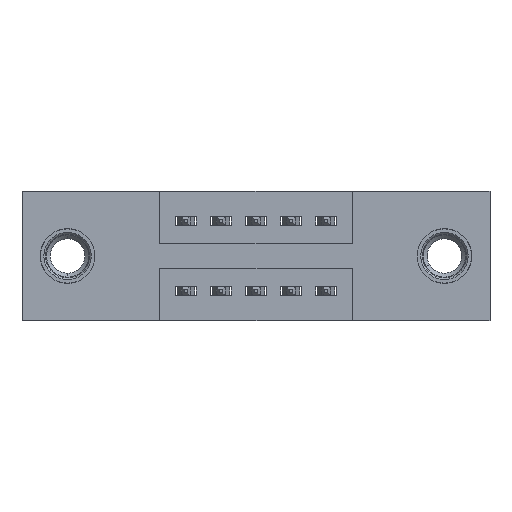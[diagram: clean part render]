
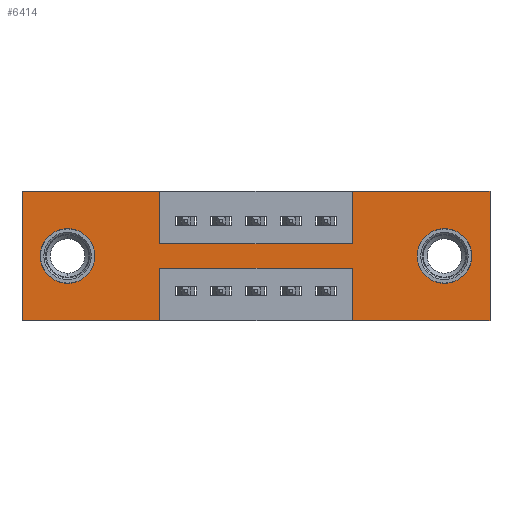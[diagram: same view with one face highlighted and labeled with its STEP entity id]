
A CAD part, front view. The second image highlights one B-rep face of the part: STEP entity #6414.
In plain terms, the highlighted planar face has unit normal (0, -1, 0).
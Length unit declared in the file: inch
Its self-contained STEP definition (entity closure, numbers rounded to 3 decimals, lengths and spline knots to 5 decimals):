
#39 = ORIENTED_EDGE ( 'NONE', *, *, #4849, .F. ) ;
#177 = LINE ( 'NONE', #605, #2714 ) ;
#202 = EDGE_LOOP ( 'NONE', ( #9845, #4964, #9964, #3639, #7235, #8734, #4589, #1028, #4382, #39, #5900, #3262 ) ) ;
#337 = VECTOR ( 'NONE', #9682, 39.37008 ) ;
#395 = DIRECTION ( 'NONE',  ( 0., 0., -1. ) ) ;
#453 = VERTEX_POINT ( 'NONE', #5478 ) ;
#520 = AXIS2_PLACEMENT_3D ( 'NONE', #8765, #3358, #2537 ) ;
#555 = CARTESIAN_POINT ( 'NONE',  ( 0.13, 0., -0.263 ) ) ;
#605 = CARTESIAN_POINT ( 'NONE',  ( 0.9425, 0., 0. ) ) ;
#607 = VECTOR ( 'NONE', #6108, 39.37008 ) ;
#836 = CARTESIAN_POINT ( 'NONE',  ( 1.205, 0., -0.263 ) ) ;
#847 = DIRECTION ( 'NONE',  ( 0., 0., 1. ) ) ;
#893 = LINE ( 'NONE', #2649, #7232 ) ;
#1028 = ORIENTED_EDGE ( 'NONE', *, *, #2258, .F. ) ;
#1161 = ORIENTED_EDGE ( 'NONE', *, *, #5521, .T. ) ;
#1176 = CARTESIAN_POINT ( 'NONE',  ( 0., 0., -0.37 ) ) ;
#1265 = VERTEX_POINT ( 'NONE', #5920 ) ;
#1322 = LINE ( 'NONE', #7201, #5097 ) ;
#1345 = EDGE_CURVE ( 'NONE', #3605, #6784, #893, .T. ) ;
#1421 = FACE_OUTER_BOUND ( 'NONE', #202, .T. ) ;
#1702 = VERTEX_POINT ( 'NONE', #4101 ) ;
#1743 = DIRECTION ( 'NONE',  ( -1., 0., 0. ) ) ;
#1897 = CARTESIAN_POINT ( 'NONE',  ( 1.335, 0., 0. ) ) ;
#1932 = CARTESIAN_POINT ( 'NONE',  ( 0., 0., -0.37 ) ) ;
#1962 = DIRECTION ( 'NONE',  ( 0., -1., 0. ) ) ;
#2007 = VECTOR ( 'NONE', #4402, 39.37008 ) ;
#2058 = CIRCLE ( 'NONE', #8870, 0.078 ) ;
#2223 = ORIENTED_EDGE ( 'NONE', *, *, #3208, .T. ) ;
#2258 = EDGE_CURVE ( 'NONE', #6784, #453, #7558, .T. ) ;
#2537 = DIRECTION ( 'NONE',  ( 0., 0., -1. ) ) ;
#2613 = EDGE_CURVE ( 'NONE', #7895, #1702, #4146, .T. ) ;
#2649 = CARTESIAN_POINT ( 'NONE',  ( 0.3925, 0., 0. ) ) ;
#2650 = EDGE_CURVE ( 'NONE', #3108, #10077, #6960, .T. ) ;
#2714 = VECTOR ( 'NONE', #6107, 39.37008 ) ;
#2790 = DIRECTION ( 'NONE',  ( -1., 0., 0. ) ) ;
#3039 = DIRECTION ( 'NONE',  ( 0., 0., 1. ) ) ;
#3050 = EDGE_LOOP ( 'NONE', ( #2223, #9445 ) ) ;
#3078 = CARTESIAN_POINT ( 'NONE',  ( 0., 0., -0.37 ) ) ;
#3108 = VERTEX_POINT ( 'NONE', #555 ) ;
#3181 = VERTEX_POINT ( 'NONE', #9338 ) ;
#3208 = EDGE_CURVE ( 'NONE', #10077, #3108, #2058, .T. ) ;
#3219 = VECTOR ( 'NONE', #10104, 39.37008 ) ;
#3262 = ORIENTED_EDGE ( 'NONE', *, *, #6611, .F. ) ;
#3316 = VECTOR ( 'NONE', #9770, 39.37008 ) ;
#3358 = DIRECTION ( 'NONE',  ( 0., 1., 0. ) ) ;
#3393 = CARTESIAN_POINT ( 'NONE',  ( 0.3925, 0., -0.22 ) ) ;
#3399 = VERTEX_POINT ( 'NONE', #5008 ) ;
#3605 = VERTEX_POINT ( 'NONE', #7106 ) ;
#3639 = ORIENTED_EDGE ( 'NONE', *, *, #4224, .F. ) ;
#4070 = EDGE_CURVE ( 'NONE', #4378, #9478, #7418, .T. ) ;
#4101 = CARTESIAN_POINT ( 'NONE',  ( 0., 0., 0. ) ) ;
#4146 = LINE ( 'NONE', #5281, #607 ) ;
#4224 = EDGE_CURVE ( 'NONE', #9678, #4587, #7520, .T. ) ;
#4271 = PLANE ( 'NONE',  #4436 ) ;
#4378 = VERTEX_POINT ( 'NONE', #9165 ) ;
#4382 = ORIENTED_EDGE ( 'NONE', *, *, #1345, .F. ) ;
#4402 = DIRECTION ( 'NONE',  ( 0., 0., -1. ) ) ;
#4436 = AXIS2_PLACEMENT_3D ( 'NONE', #6700, #1962, #395 ) ;
#4499 = CARTESIAN_POINT ( 'NONE',  ( 0.3925, 0., -0.37 ) ) ;
#4587 = VERTEX_POINT ( 'NONE', #5694 ) ;
#4589 = ORIENTED_EDGE ( 'NONE', *, *, #7510, .F. ) ;
#4610 = EDGE_CURVE ( 'NONE', #7473, #9678, #6690, .T. ) ;
#4732 = CARTESIAN_POINT ( 'NONE',  ( 0.3925, 0., -0.15 ) ) ;
#4849 = EDGE_CURVE ( 'NONE', #1702, #3605, #1322, .T. ) ;
#4900 = LINE ( 'NONE', #6628, #5904 ) ;
#4964 = ORIENTED_EDGE ( 'NONE', *, *, #5184, .F. ) ;
#5008 = CARTESIAN_POINT ( 'NONE',  ( 0.3925, 0., -0.37 ) ) ;
#5097 = VECTOR ( 'NONE', #7937, 39.37008 ) ;
#5184 = EDGE_CURVE ( 'NONE', #1265, #7116, #5704, .T. ) ;
#5195 = FACE_BOUND ( 'NONE', #7392, .T. ) ;
#5281 = CARTESIAN_POINT ( 'NONE',  ( 0., 0., 0. ) ) ;
#5478 = CARTESIAN_POINT ( 'NONE',  ( 0.9425, 0., -0.15 ) ) ;
#5483 = CARTESIAN_POINT ( 'NONE',  ( 0.13, 0., -0.185 ) ) ;
#5521 = EDGE_CURVE ( 'NONE', #9478, #4378, #9859, .T. ) ;
#5694 = CARTESIAN_POINT ( 'NONE',  ( 0.9425, 0., -0.37 ) ) ;
#5704 = LINE ( 'NONE', #3393, #8252 ) ;
#5877 = DIRECTION ( 'NONE',  ( 0., 0., 1. ) ) ;
#5888 = CARTESIAN_POINT ( 'NONE',  ( 1.335, 0., 0. ) ) ;
#5900 = ORIENTED_EDGE ( 'NONE', *, *, #2613, .F. ) ;
#5904 = VECTOR ( 'NONE', #5877, 39.37008 ) ;
#5920 = CARTESIAN_POINT ( 'NONE',  ( 0.9425, 0., -0.22 ) ) ;
#6107 = DIRECTION ( 'NONE',  ( 0., 0., 1. ) ) ;
#6108 = DIRECTION ( 'NONE',  ( 0., 0., 1. ) ) ;
#6414 = ADVANCED_FACE ( 'NONE', ( #5195, #9227, #1421 ), #4271, .T. ) ;
#6497 = CARTESIAN_POINT ( 'NONE',  ( 0.3925, 0., -0.22 ) ) ;
#6554 = CARTESIAN_POINT ( 'NONE',  ( 0.13, 0., -0.107 ) ) ;
#6611 = EDGE_CURVE ( 'NONE', #3399, #7895, #9960, .T. ) ;
#6628 = CARTESIAN_POINT ( 'NONE',  ( 0.9425, 0., -0.37 ) ) ;
#6690 = LINE ( 'NONE', #1897, #337 ) ;
#6700 = CARTESIAN_POINT ( 'NONE',  ( 0., 0., -0.37 ) ) ;
#6779 = ORIENTED_EDGE ( 'NONE', *, *, #4070, .T. ) ;
#6784 = VERTEX_POINT ( 'NONE', #7120 ) ;
#6960 = CIRCLE ( 'NONE', #9465, 0.078 ) ;
#6981 = DIRECTION ( 'NONE',  ( 0., 1., 0. ) ) ;
#7106 = CARTESIAN_POINT ( 'NONE',  ( 0.3925, 0., 0. ) ) ;
#7116 = VERTEX_POINT ( 'NONE', #6497 ) ;
#7120 = CARTESIAN_POINT ( 'NONE',  ( 0.3925, 0., -0.15 ) ) ;
#7201 = CARTESIAN_POINT ( 'NONE',  ( 0., 0., 0. ) ) ;
#7232 = VECTOR ( 'NONE', #7453, 39.37008 ) ;
#7235 = ORIENTED_EDGE ( 'NONE', *, *, #4610, .F. ) ;
#7360 = EDGE_CURVE ( 'NONE', #7116, #3399, #7971, .T. ) ;
#7392 = EDGE_LOOP ( 'NONE', ( #6779, #1161 ) ) ;
#7418 = CIRCLE ( 'NONE', #520, 0.078 ) ;
#7453 = DIRECTION ( 'NONE',  ( 0., 0., -1. ) ) ;
#7473 = VERTEX_POINT ( 'NONE', #5888 ) ;
#7510 = EDGE_CURVE ( 'NONE', #453, #3181, #177, .T. ) ;
#7520 = LINE ( 'NONE', #1176, #9871 ) ;
#7558 = LINE ( 'NONE', #4732, #9416 ) ;
#7602 = CARTESIAN_POINT ( 'NONE',  ( 1.205, 0., -0.185 ) ) ;
#7754 = CARTESIAN_POINT ( 'NONE',  ( 1.335, 0., -0.37 ) ) ;
#7813 = DIRECTION ( 'NONE',  ( 0., 1., 0. ) ) ;
#7895 = VERTEX_POINT ( 'NONE', #1932 ) ;
#7937 = DIRECTION ( 'NONE',  ( 1., 0., 0. ) ) ;
#7971 = LINE ( 'NONE', #4499, #2007 ) ;
#8117 = CARTESIAN_POINT ( 'NONE',  ( 0., 0., 0. ) ) ;
#8252 = VECTOR ( 'NONE', #1743, 39.37008 ) ;
#8306 = DIRECTION ( 'NONE',  ( 0., 0., -1. ) ) ;
#8734 = ORIENTED_EDGE ( 'NONE', *, *, #9791, .F. ) ;
#8765 = CARTESIAN_POINT ( 'NONE',  ( 1.205, 0., -0.185 ) ) ;
#8870 = AXIS2_PLACEMENT_3D ( 'NONE', #5483, #7813, #847 ) ;
#9165 = CARTESIAN_POINT ( 'NONE',  ( 1.205, 0., -0.107 ) ) ;
#9227 = FACE_BOUND ( 'NONE', #3050, .T. ) ;
#9272 = CARTESIAN_POINT ( 'NONE',  ( 0.13, 0., -0.185 ) ) ;
#9338 = CARTESIAN_POINT ( 'NONE',  ( 0.9425, 0., 0. ) ) ;
#9416 = VECTOR ( 'NONE', #9456, 39.37008 ) ;
#9445 = ORIENTED_EDGE ( 'NONE', *, *, #2650, .T. ) ;
#9456 = DIRECTION ( 'NONE',  ( 1., 0., 0. ) ) ;
#9465 = AXIS2_PLACEMENT_3D ( 'NONE', #9272, #6981, #3039 ) ;
#9478 = VERTEX_POINT ( 'NONE', #836 ) ;
#9678 = VERTEX_POINT ( 'NONE', #7754 ) ;
#9682 = DIRECTION ( 'NONE',  ( 0., 0., -1. ) ) ;
#9770 = DIRECTION ( 'NONE',  ( 1., 0., 0. ) ) ;
#9791 = EDGE_CURVE ( 'NONE', #3181, #7473, #9921, .T. ) ;
#9834 = EDGE_CURVE ( 'NONE', #4587, #1265, #4900, .T. ) ;
#9845 = ORIENTED_EDGE ( 'NONE', *, *, #7360, .F. ) ;
#9859 = CIRCLE ( 'NONE', #9932, 0.078 ) ;
#9871 = VECTOR ( 'NONE', #2790, 39.37008 ) ;
#9920 = DIRECTION ( 'NONE',  ( 0., 1., 0. ) ) ;
#9921 = LINE ( 'NONE', #8117, #3316 ) ;
#9932 = AXIS2_PLACEMENT_3D ( 'NONE', #7602, #9920, #8306 ) ;
#9960 = LINE ( 'NONE', #3078, #3219 ) ;
#9964 = ORIENTED_EDGE ( 'NONE', *, *, #9834, .F. ) ;
#10077 = VERTEX_POINT ( 'NONE', #6554 ) ;
#10104 = DIRECTION ( 'NONE',  ( -1., 0., 0. ) ) ;
